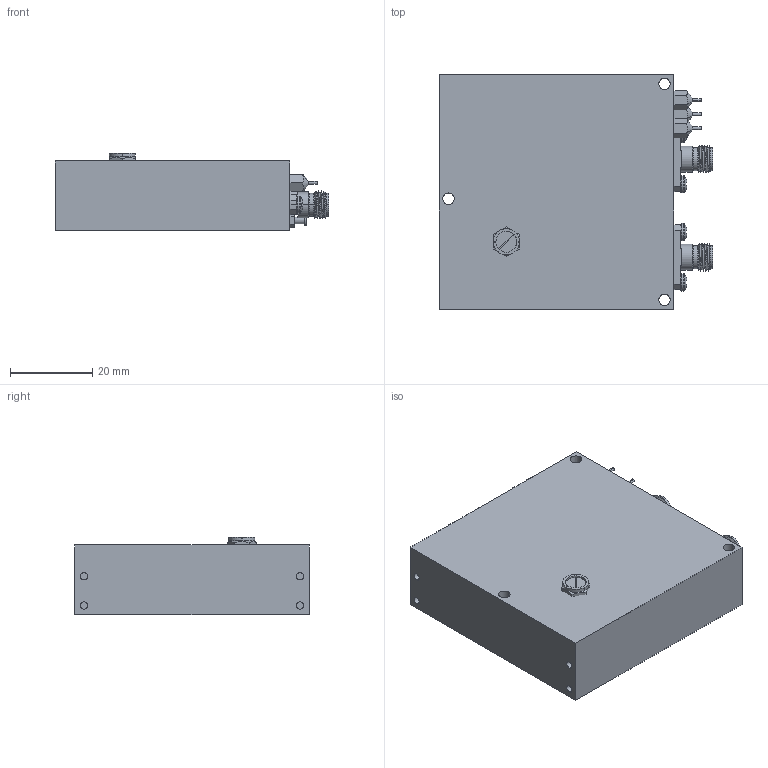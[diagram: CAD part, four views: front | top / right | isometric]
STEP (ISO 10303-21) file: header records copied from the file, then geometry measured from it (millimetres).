
FILE_DESCRIPTION (( 'STEP AP203' ), '1' );
FILE_NAME ('SOP-12301205-SF-E1.STEP', '2019-04-08T23:17:32', ( '' ), ( '' ), 'SwSTEP 2.0', 'SolidWorks 2016', '' );
FILE_SCHEMA (( 'CONFIG_CONTROL_DESIGN' ));
Length unit declared in the file: inch
Products named in the file (1): SOP-12301205-SF-E1
Bounding box: 66.6 x 57.15 x 18.93 mm (x, y, z)
Volume: 56193.8 mm3; surface area: 13150.3 mm2
Topology: 13 solids, 13 shells, 621 faces, 1656 edges, 1082 vertices
Faces by surface type: cylinder 325, plane 180, cone 67, bspline 21, torus 20, sphere 8
Entity records: 26235 total; most frequent: CARTESIAN_POINT 11961, ORIENTED_EDGE 3308, DIRECTION 2688, EDGE_CURVE 1654, VERTEX_POINT 1082, AXIS2_PLACEMENT_3D 1030, EDGE_LOOP 666, LINE 628
